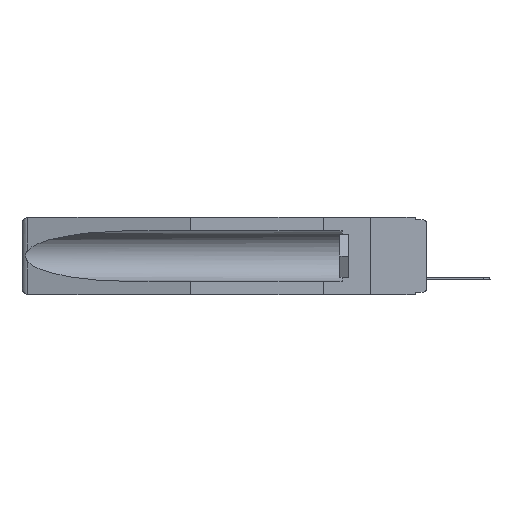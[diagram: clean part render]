
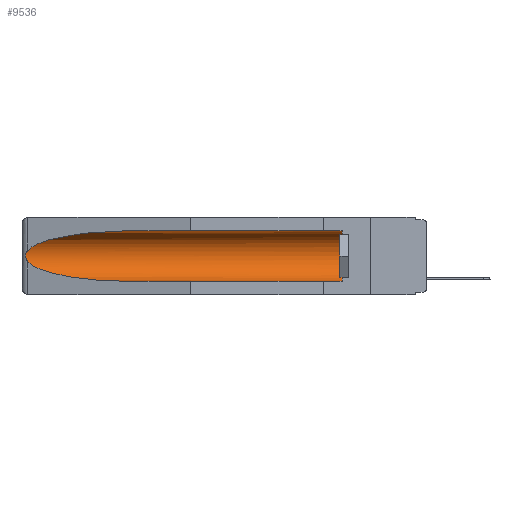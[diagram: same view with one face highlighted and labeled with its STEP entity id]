
A CAD part, left-side view. The second image highlights one B-rep face of the part: STEP entity #9536.
In plain terms, the highlighted cylindrical face has radius 2.857 mm (diameter 5.715 mm), a partial arc.
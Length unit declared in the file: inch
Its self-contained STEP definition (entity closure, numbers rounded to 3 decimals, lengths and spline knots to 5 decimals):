
#543 = DIRECTION ( 'NONE',  ( 0., 0., 1. ) ) ;
#1187 = CARTESIAN_POINT ( 'NONE',  ( 0.2673, 1.5327, -0.16383 ) ) ;
#1221 = CARTESIAN_POINT ( 'NONE',  ( 0.26537, 1.52718, -0.14972 ) ) ;
#1523 = EDGE_CURVE ( 'NONE', #16609, #11462, #19462, .T. ) ;
#1855 = ORIENTED_EDGE ( 'NONE', *, *, #11250, .T. ) ;
#1951 = DIRECTION ( 'NONE',  ( 0., 1., 0. ) ) ;
#2884 = CARTESIAN_POINT ( 'NONE',  ( 0.155, -0.30754, -0.1715 ) ) ;
#2950 = CARTESIAN_POINT ( 'NONE',  ( 0.25451, 1.48313, -0.09465 ) ) ;
#3147 = CIRCLE ( 'NONE', #9119, 0.1125 ) ;
#4137 = LINE ( 'NONE', #23159, #9185 ) ;
#4141 = ORIENTED_EDGE ( 'NONE', *, *, #14950, .F. ) ;
#4736 = VECTOR ( 'NONE', #1951, 39.37008 ) ;
#4989 = CARTESIAN_POINT ( 'NONE',  ( 0.155, 1.07973, -0.059 ) ) ;
#5457 = DIRECTION ( 'NONE',  ( 0., 1., 0. ) ) ;
#5853 = CARTESIAN_POINT ( 'NONE',  ( 0.2675, 1.53308, -0.16763 ) ) ;
#5945 = CARTESIAN_POINT ( 'NONE',  ( 0.26537, 1.52718, -0.19328 ) ) ;
#5946 = CARTESIAN_POINT ( 'NONE',  ( 0.2673, 1.53269, -0.17917 ) ) ;
#5992 = CYLINDRICAL_SURFACE ( 'NONE', #18265, 0.1125 ) ;
#6028 = CARTESIAN_POINT ( 'NONE',  ( 0.26597, 1.5296, -0.19026 ) ) ;
#6621 = ORIENTED_EDGE ( 'NONE', *, *, #21363, .T. ) ;
#6739 = CARTESIAN_POINT ( 'NONE',  ( 0.26654, 1.53092, -0.15636 ) ) ;
#6931 = FACE_OUTER_BOUND ( 'NONE', #10913, .T. ) ;
#7082 = CARTESIAN_POINT ( 'NONE',  ( 0.155, 1.07973, -0.059 ) ) ;
#7164 = ORIENTED_EDGE ( 'NONE', *, *, #21546, .T. ) ;
#9119 = AXIS2_PLACEMENT_3D ( 'NONE', #18550, #24547, #543 ) ;
#9185 = VECTOR ( 'NONE', #5457, 39.37008 ) ;
#9287 = CARTESIAN_POINT ( 'NONE',  ( 0.26537, 1.52718, -0.19328 ) ) ;
#9536 = ADVANCED_FACE ( 'NONE', ( #6931 ), #5992, .F. ) ;
#10818 = CARTESIAN_POINT ( 'NONE',  ( 0.21114, 1.30732, -0.059 ) ) ;
#10913 = EDGE_LOOP ( 'NONE', ( #7164, #17331, #6621, #4141, #1855, #22348 ) ) ;
#11250 = EDGE_CURVE ( 'NONE', #22801, #16609, #3147, .T. ) ;
#11462 = VERTEX_POINT ( 'NONE', #4989 ) ;
#12148 = CARTESIAN_POINT ( 'NONE',  ( 0.21114, 1.30732, -0.284 ) ) ;
#12515 = CARTESIAN_POINT ( 'NONE',  ( 0.155, 0.126, -0.284 ) ) ;
#12662 = CARTESIAN_POINT ( 'NONE',  ( 0.26537, 1.52718, -0.14972 ) ) ;
#13912 = CARTESIAN_POINT ( 'NONE',  ( 0.2675, 1.53308, -0.17534 ) ) ;
#14075 = CARTESIAN_POINT ( 'NONE',  ( 0.26655, 1.53094, -0.18657 ) ) ;
#14633 = EDGE_CURVE ( 'NONE', #16318, #21087, #22989, .T. ) ;
#14950 = EDGE_CURVE ( 'NONE', #22801, #18203, #4137, .T. ) ;
#16318 = VERTEX_POINT ( 'NONE', #1221 ) ;
#16577 =( BOUNDED_CURVE ( )  B_SPLINE_CURVE ( 3, ( #7082, #10818, #2950, #21092 ),
 .UNSPECIFIED., .F., .F. ) 
 B_SPLINE_CURVE_WITH_KNOTS ( ( 4, 4 ),
 ( 4.71239, 6.08839 ),
 .UNSPECIFIED. ) 
 CURVE ( )  GEOMETRIC_REPRESENTATION_ITEM ( )  RATIONAL_B_SPLINE_CURVE ( ( 1., 0.848, 0.848, 1. ) ) 
 REPRESENTATION_ITEM ( '' )  );
#16609 = VERTEX_POINT ( 'NONE', #23402 ) ;
#16645 = CARTESIAN_POINT ( 'NONE',  ( 0.26597, 1.52961, -0.15275 ) ) ;
#17331 = ORIENTED_EDGE ( 'NONE', *, *, #14633, .T. ) ;
#18062 = CARTESIAN_POINT ( 'NONE',  ( 0.26537, 1.52718, -0.19328 ) ) ;
#18203 = VERTEX_POINT ( 'NONE', #21695 ) ;
#18265 = AXIS2_PLACEMENT_3D ( 'NONE', #2884, #22947, #20598 ) ;
#18550 = CARTESIAN_POINT ( 'NONE',  ( 0.155, 0.126, -0.1715 ) ) ;
#19462 = LINE ( 'NONE', #21913, #4736 ) ;
#19955 = CARTESIAN_POINT ( 'NONE',  ( 0.25451, 1.48313, -0.24835 ) ) ;
#20598 = DIRECTION ( 'NONE',  ( 0., 0., 1. ) ) ;
#21087 = VERTEX_POINT ( 'NONE', #9287 ) ;
#21092 = CARTESIAN_POINT ( 'NONE',  ( 0.26537, 1.52718, -0.14972 ) ) ;
#21363 = EDGE_CURVE ( 'NONE', #21087, #18203, #22958, .T. ) ;
#21546 = EDGE_CURVE ( 'NONE', #11462, #16318, #16577, .T. ) ;
#21695 = CARTESIAN_POINT ( 'NONE',  ( 0.155, 1.07973, -0.284 ) ) ;
#21913 = CARTESIAN_POINT ( 'NONE',  ( 0.155, -0.30754, -0.059 ) ) ;
#22069 = CARTESIAN_POINT ( 'NONE',  ( 0.155, 1.07973, -0.284 ) ) ;
#22348 = ORIENTED_EDGE ( 'NONE', *, *, #1523, .T. ) ;
#22801 = VERTEX_POINT ( 'NONE', #12515 ) ;
#22947 = DIRECTION ( 'NONE',  ( 0., 1., 0. ) ) ;
#22958 =( BOUNDED_CURVE ( )  B_SPLINE_CURVE ( 3, ( #5945, #19955, #12148, #22069 ),
 .UNSPECIFIED., .F., .F. ) 
 B_SPLINE_CURVE_WITH_KNOTS ( ( 4, 4 ),
 ( 0.1948, 1.5708 ),
 .UNSPECIFIED. ) 
 CURVE ( )  GEOMETRIC_REPRESENTATION_ITEM ( )  RATIONAL_B_SPLINE_CURVE ( ( 1., 0.848, 0.848, 1. ) ) 
 REPRESENTATION_ITEM ( '' )  );
#22989 = B_SPLINE_CURVE_WITH_KNOTS ( 'NONE', 3,
 ( #12662, #16645, #6739, #1187, #5853, #13912, #5946, #14075, #6028, #18062 ),
 .UNSPECIFIED., .F., .F.,
 ( 4, 2, 2, 2, 4 ),
 ( 0., 0.00029, 0.00058, 0.00087, 0.00117 ),
 .UNSPECIFIED. ) ;
#23159 = CARTESIAN_POINT ( 'NONE',  ( 0.155, -0.30754, -0.284 ) ) ;
#23402 = CARTESIAN_POINT ( 'NONE',  ( 0.155, 0.126, -0.059 ) ) ;
#24547 = DIRECTION ( 'NONE',  ( 0., -1., 0. ) ) ;
